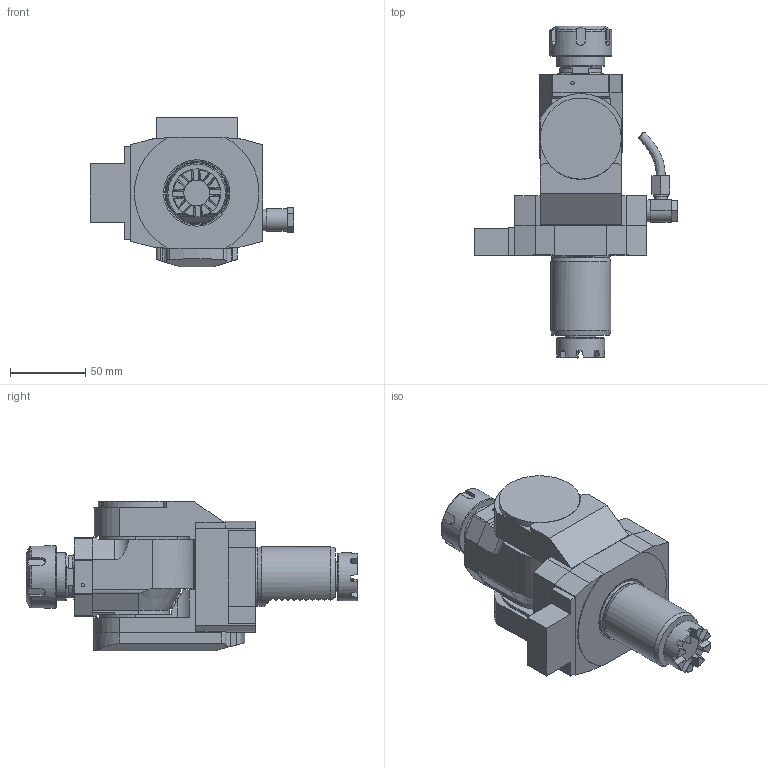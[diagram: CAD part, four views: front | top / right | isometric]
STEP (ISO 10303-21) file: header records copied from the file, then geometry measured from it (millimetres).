
FILE_DESCRIPTION (( 'STEP AP214' ), '1' );
FILE_NAME ('ROPPH40121DB.STEP', '2025-02-07T09:54:26', ( '' ), ( '' ), 'SwSTEP 2.0', 'SolidWorks 2023', '' );
FILE_SCHEMA (( 'AUTOMOTIVE_DESIGN' ));
Length unit declared in the file: millimetre
Products named in the file (1): ROPPH40121DB
Bounding box: 135.7 x 221.03 x 99.78 mm (x, y, z)
Volume: 762175 mm3; surface area: 80869.6 mm2
Topology: 1 solids, 3 shells, 690 faces, 1833 edges, 1201 vertices
Faces by surface type: plane 464, cylinder 120, bspline 63, cone 27, torus 16
Full cylindrical faces by diameter (mm): 2.55 x1, 3.15 x1, 8.2 x1, 9.55 x1, 9.8 x1, 14.5 x1, 17.2 x1, 20 x1, 32 x2, 38.7 x1, 40 x1, 41.5 x1, 46 x1, 46.2 x1, 47 x1, 52 x1, 54 x1
Entity records: 28614 total; most frequent: CARTESIAN_POINT 9586, ORIENTED_EDGE 3586, DIRECTION 2900, EDGE_CURVE 1793, VERTEX_POINT 1191, LINE 1112, VECTOR 1112, AXIS2_PLACEMENT_3D 894
